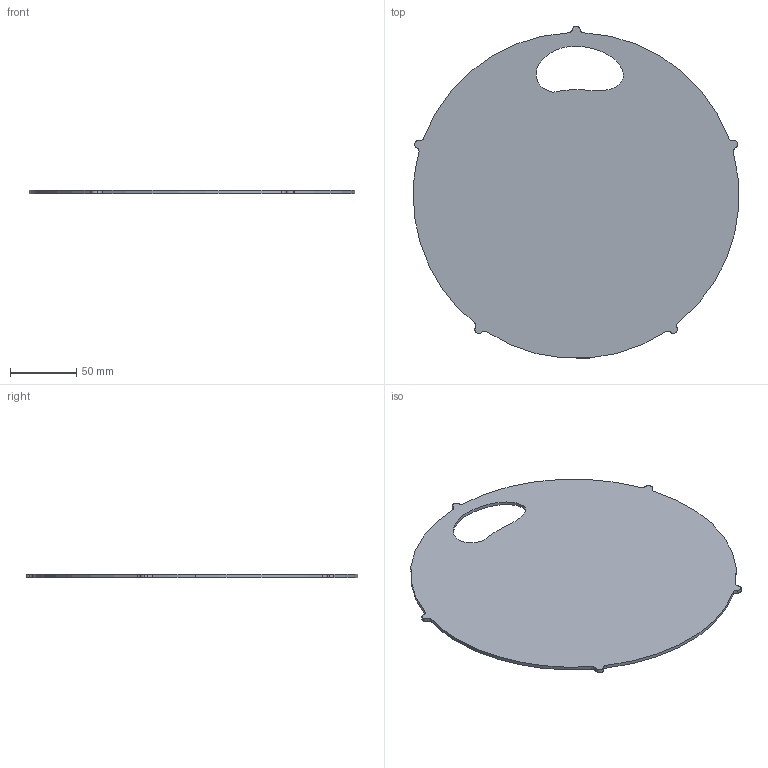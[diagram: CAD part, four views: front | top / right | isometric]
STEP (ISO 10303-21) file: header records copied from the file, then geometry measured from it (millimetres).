
FILE_DESCRIPTION (( 'STEP AP214' ), '1' );
FILE_NAME ('全透挡板.STEP', '2023-08-11T07:09:24', ( '' ), ( '' ), 'SwSTEP 2.0', 'SolidWorks 2023', '' );
FILE_SCHEMA (( 'AUTOMOTIVE_DESIGN' ));
Length unit declared in the file: millimetre
Products named in the file (1): 全透挡板
Bounding box: 245.74 x 250.57 x 2.5 mm (x, y, z)
Volume: 114736.4 mm3; surface area: 94155.1 mm2
Topology: 1 solids, 1 shells, 29 faces, 81 edges, 54 vertices
Faces by surface type: cylinder 26, plane 2, bspline 1
Entity records: 1024 total; most frequent: CARTESIAN_POINT 202, DIRECTION 189, ORIENTED_EDGE 162, AXIS2_PLACEMENT_3D 81, EDGE_CURVE 81, VERTEX_POINT 54, CIRCLE 52, EDGE_LOOP 31
